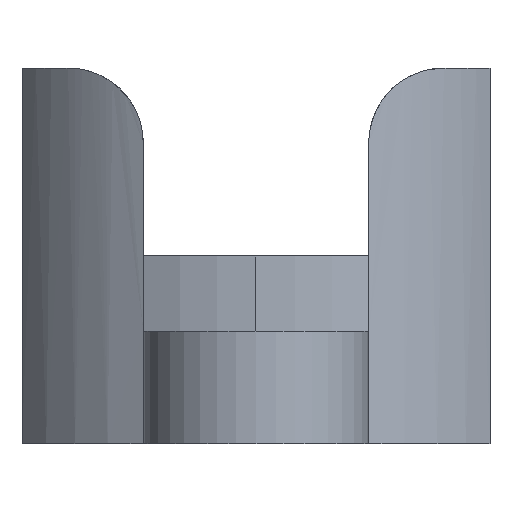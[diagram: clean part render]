
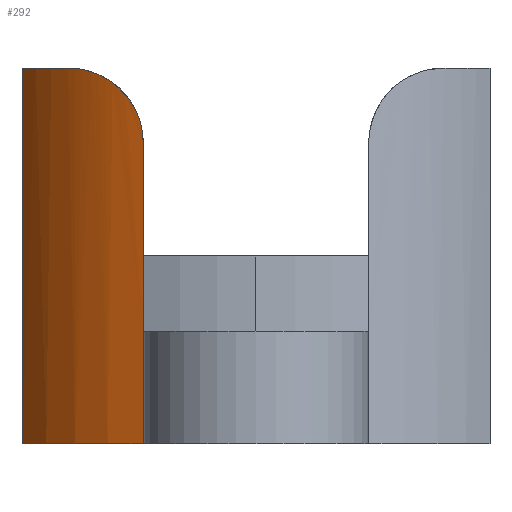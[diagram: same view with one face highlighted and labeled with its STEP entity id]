
A CAD part, left-side view. The second image highlights one B-rep face of the part: STEP entity #292.
In plain terms, the highlighted cylindrical face has radius 7.4 mm (diameter 14.8 mm), a partial arc.
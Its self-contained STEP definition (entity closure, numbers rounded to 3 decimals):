
#6 = ORIENTED_EDGE ( 'NONE', *, *, #1297, .F. ) ;
#32 = EDGE_CURVE ( 'NONE', #63, #46, #277, .T. ) ;
#46 = VERTEX_POINT ( 'NONE', #977 ) ;
#56 = DIRECTION ( 'NONE',  ( 0., 0., -1. ) ) ;
#63 = VERTEX_POINT ( 'NONE', #1254 ) ;
#85 = DIRECTION ( 'NONE',  ( 0., 0., -1. ) ) ;
#105 = EDGE_CURVE ( 'NONE', #208, #1382, #157, .T. ) ;
#108 = ORIENTED_EDGE ( 'NONE', *, *, #507, .F. ) ;
#119 = ORIENTED_EDGE ( 'NONE', *, *, #1341, .T. ) ;
#138 = CARTESIAN_POINT ( 'NONE',  ( -6.615, 3.318, 4.091 ) ) ;
#157 = B_SPLINE_CURVE_WITH_KNOTS ( 'NONE', 3,
 ( #786, #899, #679, #474, #1019, #914, #138, #1358, #258, #905, #253, #684, #464, #575, #563, #569 ),
 .UNSPECIFIED., .F., .F.,
 ( 4, 2, 2, 2, 2, 2, 2, 4 ),
 ( 0., 0., 0.001, 0.001, 0.002, 0.002, 0.003, 0.003 ),
 .UNSPECIFIED. ) ;
#161 = CYLINDRICAL_SURFACE ( 'NONE', #168, 7.4 ) ;
#168 = AXIS2_PLACEMENT_3D ( 'NONE', #500, #56, #1284 ) ;
#169 = DIRECTION ( 'NONE',  ( 0., 0., -1. ) ) ;
#170 = CARTESIAN_POINT ( 'NONE',  ( -6.765, 3., 5. ) ) ;
#208 = VERTEX_POINT ( 'NONE', #849 ) ;
#223 = ORIENTED_EDGE ( 'NONE', *, *, #32, .T. ) ;
#253 = CARTESIAN_POINT ( 'NONE',  ( -6.298, 3.888, 4.667 ) ) ;
#258 = CARTESIAN_POINT ( 'NONE',  ( -6.478, 3.579, 4.414 ) ) ;
#267 = DIRECTION ( 'NONE',  ( -1., 0., 0. ) ) ;
#277 = LINE ( 'NONE', #669, #1422 ) ;
#292 = ADVANCED_FACE ( 'NONE', ( #302 ), #161, .T. ) ;
#302 = FACE_OUTER_BOUND ( 'NONE', #658, .T. ) ;
#382 = LINE ( 'NONE', #1184, #1407 ) ;
#399 = CIRCLE ( 'NONE', #1078, 7.4 ) ;
#454 = ORIENTED_EDGE ( 'NONE', *, *, #616, .F. ) ;
#461 = AXIS2_PLACEMENT_3D ( 'NONE', #807, #599, #267 ) ;
#464 = CARTESIAN_POINT ( 'NONE',  ( -6.08, 4.22, 4.846 ) ) ;
#474 = CARTESIAN_POINT ( 'NONE',  ( -6.729, 3.078, 3.573 ) ) ;
#500 = CARTESIAN_POINT ( 'NONE',  ( 0., 0., 5. ) ) ;
#507 = EDGE_CURVE ( 'NONE', #208, #1363, #382, .T. ) ;
#508 = LINE ( 'NONE', #170, #1240 ) ;
#563 = CARTESIAN_POINT ( 'NONE',  ( -5.653, 4.784, 5. ) ) ;
#569 = CARTESIAN_POINT ( 'NONE',  ( -5.455, 5., 5. ) ) ;
#575 = CARTESIAN_POINT ( 'NONE',  ( -5.834, 4.562, 4.966 ) ) ;
#599 = DIRECTION ( 'NONE',  ( 0., 0., -1. ) ) ;
#616 = EDGE_CURVE ( 'NONE', #1363, #1194, #508, .T. ) ;
#658 = EDGE_LOOP ( 'NONE', ( #108, #975, #119, #223, #6, #454 ) ) ;
#669 = CARTESIAN_POINT ( 'NONE',  ( -4., 6.226, 5. ) ) ;
#679 = CARTESIAN_POINT ( 'NONE',  ( -6.758, 3.016, 3.291 ) ) ;
#684 = CARTESIAN_POINT ( 'NONE',  ( -6.157, 4.107, 4.794 ) ) ;
#710 = CARTESIAN_POINT ( 'NONE',  ( -6.765, 3., -2. ) ) ;
#786 = CARTESIAN_POINT ( 'NONE',  ( -6.765, 3., 3. ) ) ;
#807 = CARTESIAN_POINT ( 'NONE',  ( 0., 0., -5. ) ) ;
#827 = CIRCLE ( 'NONE', #461, 7.4 ) ;
#849 = CARTESIAN_POINT ( 'NONE',  ( -6.765, 3., 3. ) ) ;
#890 = DIRECTION ( 'NONE',  ( 0., 0., -1. ) ) ;
#899 = CARTESIAN_POINT ( 'NONE',  ( -6.765, 3., 3.147 ) ) ;
#905 = CARTESIAN_POINT ( 'NONE',  ( -6.363, 3.78, 4.59 ) ) ;
#914 = CARTESIAN_POINT ( 'NONE',  ( -6.651, 3.245, 3.97 ) ) ;
#975 = ORIENTED_EDGE ( 'NONE', *, *, #105, .T. ) ;
#977 = CARTESIAN_POINT ( 'NONE',  ( -4., 6.226, -5. ) ) ;
#1007 = CARTESIAN_POINT ( 'NONE',  ( -6.765, 3., -5. ) ) ;
#1019 = CARTESIAN_POINT ( 'NONE',  ( -6.708, 3.126, 3.712 ) ) ;
#1047 = CARTESIAN_POINT ( 'NONE',  ( 0., 0., 5. ) ) ;
#1078 = AXIS2_PLACEMENT_3D ( 'NONE', #1047, #169, #1161 ) ;
#1161 = DIRECTION ( 'NONE',  ( -1., 0., 0. ) ) ;
#1167 = DIRECTION ( 'NONE',  ( 0., 0., -1. ) ) ;
#1184 = CARTESIAN_POINT ( 'NONE',  ( -6.765, 3., 5. ) ) ;
#1194 = VERTEX_POINT ( 'NONE', #1007 ) ;
#1240 = VECTOR ( 'NONE', #1167, 1000. ) ;
#1254 = CARTESIAN_POINT ( 'NONE',  ( -4., 6.226, 5. ) ) ;
#1284 = DIRECTION ( 'NONE',  ( -1., 0., 0. ) ) ;
#1297 = EDGE_CURVE ( 'NONE', #1194, #46, #827, .T. ) ;
#1341 = EDGE_CURVE ( 'NONE', #1382, #63, #399, .T. ) ;
#1354 = CARTESIAN_POINT ( 'NONE',  ( -5.455, 5., 5. ) ) ;
#1358 = CARTESIAN_POINT ( 'NONE',  ( -6.528, 3.486, 4.314 ) ) ;
#1363 = VERTEX_POINT ( 'NONE', #710 ) ;
#1382 = VERTEX_POINT ( 'NONE', #1354 ) ;
#1407 = VECTOR ( 'NONE', #85, 1000. ) ;
#1422 = VECTOR ( 'NONE', #890, 1000. ) ;
